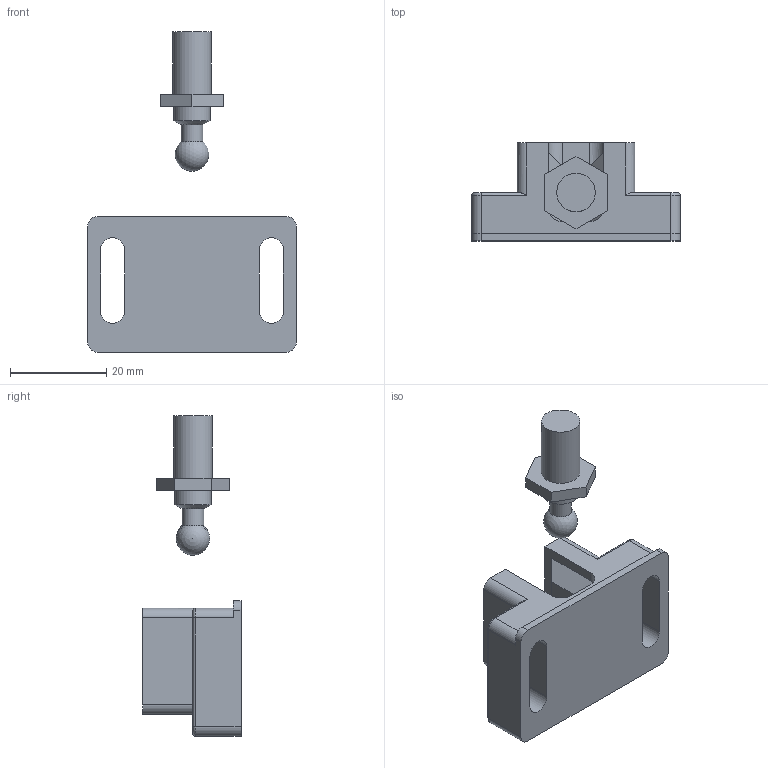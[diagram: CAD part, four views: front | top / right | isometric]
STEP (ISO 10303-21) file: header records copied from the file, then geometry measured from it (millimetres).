
FILE_DESCRIPTION(/* description */ (''),/* implementation_level */ '2;1');
FILE_NAME(/* name */ 'DBU40-28.stp',/* time_stamp */ '2022-07-11T15:27:46+02:00',/* author */ ('daniele.berto'),/* organization */ (''),/* preprocessor_version */ 'ST-DEVELOPER v18.1',/* originating_system */ 'Autodesk Inventor 2021',/* authorisation */ '');
FILE_SCHEMA (('AUTOMOTIVE_DESIGN { 1 0 10303 214 3 1 1 }'));
Length unit declared in the file: millimetre
Products named in the file (1): DBU40-28
Bounding box: 43.3 x 20.4 x 66.6 mm (x, y, z)
Volume: 14425.9 mm3; surface area: 6765.9 mm2
Topology: 2 solids, 2 shells, 72 faces, 181 edges, 116 vertices
Faces by surface type: plane 37, cylinder 29, torus 4, sphere 1, cone 1
Full cylindrical faces by diameter (mm): 4.5 x1, 7 x2, 7.5 x1, 8 x1
Entity records: 2198 total; most frequent: DIRECTION 384, CARTESIAN_POINT 378, ORIENTED_EDGE 358, EDGE_CURVE 179, AXIS2_PLACEMENT_3D 134, LINE 116, VECTOR 116, VERTEX_POINT 116
